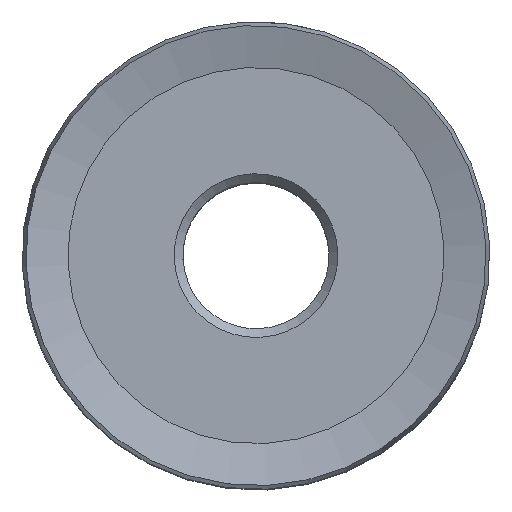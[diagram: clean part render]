
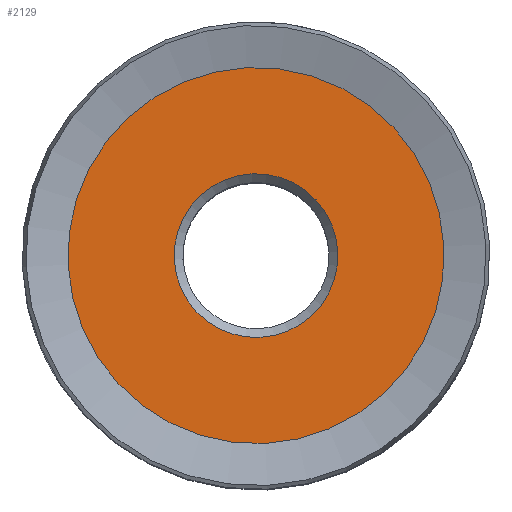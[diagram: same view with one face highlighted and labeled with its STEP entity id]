
A CAD part, top view. The second image highlights one B-rep face of the part: STEP entity #2129.
In plain terms, the highlighted planar face has unit normal (0, 0, 1).
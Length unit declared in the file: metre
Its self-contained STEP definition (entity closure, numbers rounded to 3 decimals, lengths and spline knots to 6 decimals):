
#15=PLANE('',#2284);
#110=FACE_BOUND('',#792,.T.);
#460=CIRCLE('',#2280,0.0028);
#463=CIRCLE('',#2285,0.006434);
#646=FACE_OUTER_BOUND('',#791,.T.);
#791=EDGE_LOOP('',(#1521));
#792=EDGE_LOOP('',(#1522));
#962=VERTEX_POINT('',#4566);
#965=VERTEX_POINT('',#4576);
#1162=EDGE_CURVE('',#962,#962,#460,.T.);
#1166=EDGE_CURVE('',#965,#965,#463,.T.);
#1521=ORIENTED_EDGE('',*,*,#1166,.T.);
#1522=ORIENTED_EDGE('',*,*,#1162,.F.);
#2129=ADVANCED_FACE('',(#646,#110),#15,.T.);
#2280=AXIS2_PLACEMENT_3D('',#4568,#2564,#2565);
#2284=AXIS2_PLACEMENT_3D('',#4575,#2573,#2574);
#2285=AXIS2_PLACEMENT_3D('',#4577,#2575,#2576);
#2564=DIRECTION('center_axis',(0.,0.,
1.));
#2565=DIRECTION('ref_axis',(0.992,-0.125,0.));
#2573=DIRECTION('center_axis',(0.,0.,
1.));
#2574=DIRECTION('ref_axis',(-0.992,0.125,0.));
#2575=DIRECTION('center_axis',(0.,0.,
1.));
#2576=DIRECTION('ref_axis',(-0.992,0.125,0.));
#4566=CARTESIAN_POINT('',(-0.002778,0.000351,0.016));
#4568=CARTESIAN_POINT('Origin',(0.,0.,0.016));
#4575=CARTESIAN_POINT('Origin',(-0.003192,0.000403,
0.016));
#4576=CARTESIAN_POINT('',(0.006383,-0.000806,0.016));
#4577=CARTESIAN_POINT('Origin',(0.,0.,0.016));
